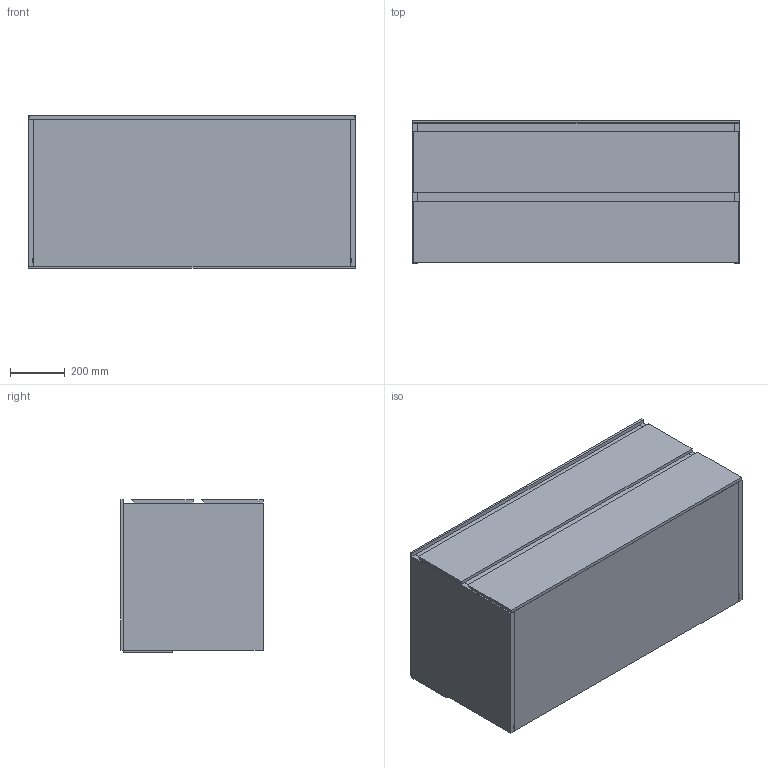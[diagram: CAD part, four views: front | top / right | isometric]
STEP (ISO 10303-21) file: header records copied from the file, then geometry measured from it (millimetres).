
FILE_DESCRIPTION (( 'STEP AP214' ), '1' );
FILE_NAME ('WP1200500-2AUSÜER-A.STEP', '2021-02-08T09:36:38', ( '' ), ( '' ), 'SwSTEP 2.0', 'SolidWorks 2020', '' );
FILE_SCHEMA (( 'AUTOMOTIVE_DESIGN' ));
Length unit declared in the file: millimetre
Products named in the file (3): WP1200500-2AUSÜER-A; WP 1200500-2AUSÜER-A_wt_Mit Hahnloch ohne šberlauf; WP 1200500-2AUSÜER-A_us_Spanweiá lackiert<Wie bearbeitet>
Assembly tree (2 placements, depth 2):
  WP1200500-2AUSÜER-A
    WP 1200500-2AUSÜER-A_us_Spanweiá lackiert<Wie bearbeitet>
    WP 1200500-2AUSÜER-A_wt_Mit Hahnloch ohne šberlauf
Bounding box: 1200 x 520 x 558 mm (x, y, z)
Volume: 68397111.4 mm3; surface area: 9466668.9 mm2
Topology: 22 solids, 22 shells, 268 faces, 647 edges, 420 vertices
Faces by surface type: plane 202, cylinder 42, bspline 24
Entity records: 13887 total; most frequent: CARTESIAN_POINT 7520, ORIENTED_EDGE 1284, DIRECTION 1128, EDGE_CURVE 642, VECTOR 502, LINE 502, VERTEX_POINT 420, AXIS2_PLACEMENT_3D 313
